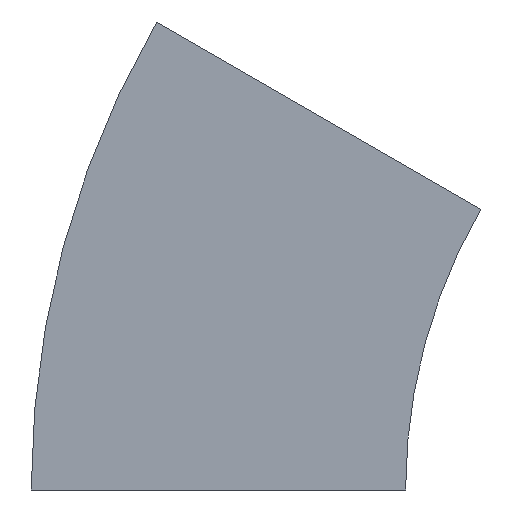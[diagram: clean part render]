
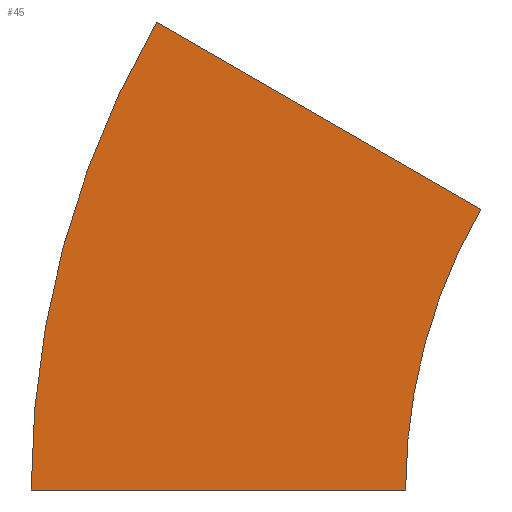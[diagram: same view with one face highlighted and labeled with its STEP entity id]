
A CAD part, left-side view. The second image highlights one B-rep face of the part: STEP entity #45.
In plain terms, the highlighted planar face has unit normal (-1, 0, 0).
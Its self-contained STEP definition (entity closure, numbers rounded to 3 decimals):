
#45=ADVANCED_FACE('',(#85),#86,.F.);
#85=FACE_OUTER_BOUND('',#117,.T.);
#86=PLANE('',#118);
#117=EDGE_LOOP('',(#173,#174,#175,#176,#177,#178));
#118=AXIS2_PLACEMENT_3D('',#179,#180,#181);
#173=ORIENTED_EDGE('',*,*,#204,.F.);
#174=ORIENTED_EDGE('',*,*,#195,.F.);
#175=ORIENTED_EDGE('',*,*,#216,.F.);
#176=ORIENTED_EDGE('',*,*,#211,.F.);
#177=ORIENTED_EDGE('',*,*,#207,.F.);
#178=ORIENTED_EDGE('',*,*,#202,.F.);
#179=CARTESIAN_POINT('',(0.0,0.458,0.123));
#180=DIRECTION('',(1.0,0.0,0.0));
#181=DIRECTION('',(0.0,1.0,-0.0));
#195=EDGE_CURVE('',#221,#224,#225,.T.);
#202=EDGE_CURVE('',#235,#231,#237,.T.);
#204=EDGE_CURVE('',#224,#235,#239,.T.);
#207=EDGE_CURVE('',#231,#242,#243,.T.);
#211=EDGE_CURVE('',#242,#248,#249,.T.);
#216=EDGE_CURVE('',#248,#221,#255,.T.);
#221=VERTEX_POINT('',#260);
#224=VERTEX_POINT('',#264);
#225=CIRCLE('',#265,45.);
#231=VERTEX_POINT('',#272);
#235=VERTEX_POINT('',#277);
#237=CIRCLE('',#280,75.);
#239=LINE('',#282,#283);
#242=VERTEX_POINT('',#287);
#243=CIRCLE('',#288,75.);
#248=VERTEX_POINT('',#294);
#249=LINE('',#295,#296);
#255=CIRCLE('',#304,45.);
#260=CARTESIAN_POINT('',(0.0,-14.489,-3.882));
#264=CARTESIAN_POINT('',(0.0,-12.956,-15.529));
#265=AXIS2_PLACEMENT_3D('',#309,#310,#311);
#272=CARTESIAN_POINT('',(0.0,14.489,3.882));
#277=CARTESIAN_POINT('',(0.0,17.044,-15.529));
#280=AXIS2_PLACEMENT_3D('',#321,#322,#323);
#282=CARTESIAN_POINT('',(0.0,-12.956,-15.529));
#283=VECTOR('',#324,30.);
#287=CARTESIAN_POINT('',(0.0,6.996,21.971));
#288=AXIS2_PLACEMENT_3D('',#326,#327,#328);
#294=CARTESIAN_POINT('',(0.0,-18.984,6.971));
#295=CARTESIAN_POINT('',(0.0,6.996,21.971));
#296=VECTOR('',#333,30.);
#304=AXIS2_PLACEMENT_3D('',#339,#340,#341);
#309=CARTESIAN_POINT('',(0.0,-57.956,-15.529));
#310=DIRECTION('',(-1.0,0.0,0.0));
#311=DIRECTION('',(0.0,0.966,0.259));
#321=CARTESIAN_POINT('',(0.0,-57.956,-15.529));
#322=DIRECTION('',(1.0,0.0,-0.0));
#323=DIRECTION('',(0.0,0.966,0.259));
#324=DIRECTION('',(0.0,1.0,0.));
#326=CARTESIAN_POINT('',(0.0,-57.956,-15.529));
#327=DIRECTION('',(1.0,0.0,-0.0));
#328=DIRECTION('',(0.0,0.966,0.259));
#333=DIRECTION('',(0.0,-0.866,-0.5));
#339=CARTESIAN_POINT('',(0.0,-57.956,-15.529));
#340=DIRECTION('',(-1.0,0.0,0.0));
#341=DIRECTION('',(0.0,0.966,0.259));
